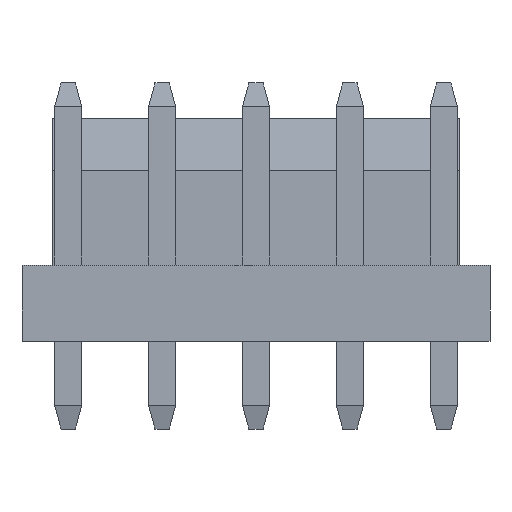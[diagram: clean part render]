
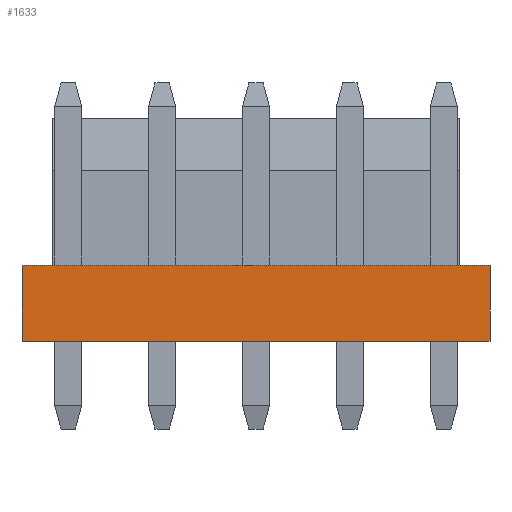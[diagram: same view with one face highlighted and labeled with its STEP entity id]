
A CAD part, front view. The second image highlights one B-rep face of the part: STEP entity #1633.
In plain terms, the highlighted planar face has unit normal (0, -1, 0).
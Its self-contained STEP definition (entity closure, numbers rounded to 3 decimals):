
#70 = DIRECTION ( 'NONE',  ( 0., 0., -1. ) ) ;
#96 = AXIS2_PLACEMENT_3D ( 'NONE', #713, #2011, #904 ) ;
#100 = LINE ( 'NONE', #2047, #596 ) ;
#136 = CARTESIAN_POINT ( 'NONE',  ( -9.87, -4.25, 3.2 ) ) ;
#305 = LINE ( 'NONE', #509, #1217 ) ;
#348 = CARTESIAN_POINT ( 'NONE',  ( -9.87, -4.25, 3.2 ) ) ;
#352 = ORIENTED_EDGE ( 'NONE', *, *, #1267, .F. ) ;
#490 = LINE ( 'NONE', #348, #2344 ) ;
#509 = CARTESIAN_POINT ( 'NONE',  ( 9.87, -4.25, 9.4 ) ) ;
#596 = VECTOR ( 'NONE', #2227, 1000. ) ;
#611 = VERTEX_POINT ( 'NONE', #829 ) ;
#695 = DIRECTION ( 'NONE',  ( 0., 0., -1. ) ) ;
#713 = CARTESIAN_POINT ( 'NONE',  ( -9.87, -4.25, 9.4 ) ) ;
#829 = CARTESIAN_POINT ( 'NONE',  ( 9.87, -4.25, 0. ) ) ;
#888 = ORIENTED_EDGE ( 'NONE', *, *, #1528, .F. ) ;
#897 = PLANE ( 'NONE',  #96 ) ;
#904 = DIRECTION ( 'NONE',  ( 0., 0., 1. ) ) ;
#1104 = EDGE_CURVE ( 'NONE', #1610, #1751, #1673, .T. ) ;
#1168 = VECTOR ( 'NONE', #70, 1000. ) ;
#1170 = CARTESIAN_POINT ( 'NONE',  ( -9.87, -4.25, 9.4 ) ) ;
#1217 = VECTOR ( 'NONE', #695, 1000. ) ;
#1267 = EDGE_CURVE ( 'NONE', #611, #1751, #100, .T. ) ;
#1459 = VERTEX_POINT ( 'NONE', #1658 ) ;
#1516 = ORIENTED_EDGE ( 'NONE', *, *, #1898, .F. ) ;
#1528 = EDGE_CURVE ( 'NONE', #1459, #611, #305, .T. ) ;
#1610 = VERTEX_POINT ( 'NONE', #136 ) ;
#1633 = ADVANCED_FACE ( 'NONE', ( #2157 ), #897, .F. ) ;
#1658 = CARTESIAN_POINT ( 'NONE',  ( 9.87, -4.25, 3.2 ) ) ;
#1673 = LINE ( 'NONE', #1170, #1168 ) ;
#1727 = EDGE_LOOP ( 'NONE', ( #1516, #2029, #352, #888 ) ) ;
#1751 = VERTEX_POINT ( 'NONE', #2133 ) ;
#1826 = DIRECTION ( 'NONE',  ( 1., 0., 0. ) ) ;
#1898 = EDGE_CURVE ( 'NONE', #1610, #1459, #490, .T. ) ;
#2011 = DIRECTION ( 'NONE',  ( 0., 1., 0. ) ) ;
#2029 = ORIENTED_EDGE ( 'NONE', *, *, #1104, .T. ) ;
#2047 = CARTESIAN_POINT ( 'NONE',  ( 0., -4.25, 0. ) ) ;
#2133 = CARTESIAN_POINT ( 'NONE',  ( -9.87, -4.25, 0. ) ) ;
#2157 = FACE_OUTER_BOUND ( 'NONE', #1727, .T. ) ;
#2227 = DIRECTION ( 'NONE',  ( -1., 0., 0. ) ) ;
#2344 = VECTOR ( 'NONE', #1826, 1000. ) ;
